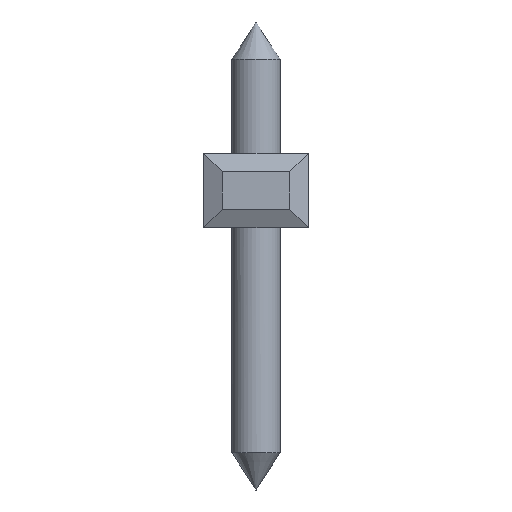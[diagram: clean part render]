
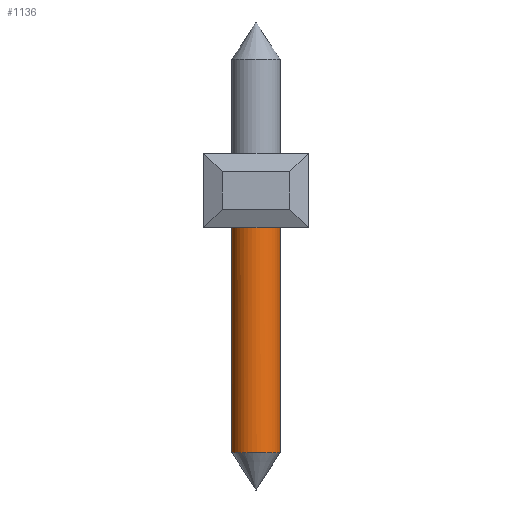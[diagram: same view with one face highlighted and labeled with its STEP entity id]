
A CAD part, left-side view. The second image highlights one B-rep face of the part: STEP entity #1136.
In plain terms, the highlighted cylindrical face has radius 0.65 mm (diameter 1.3 mm), a full revolution.
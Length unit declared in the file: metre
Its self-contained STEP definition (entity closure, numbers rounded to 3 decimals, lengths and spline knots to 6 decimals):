
#1136=ADVANCED_FACE('',(#2367,#2368),#2369,.T.);
#2367=FACE_OUTER_BOUND('',#3706,.T.);
#2368=FACE_OUTER_BOUND('',#3707,.T.);
#2369=CYLINDRICAL_SURFACE('',#3708,0.00065);
#3706=EDGE_LOOP('',(#7039));
#3707=EDGE_LOOP('',(#7040));
#3708=AXIS2_PLACEMENT_3D('',#7041,#7042,#7043);
#7039=ORIENTED_EDGE('',*,*,#7511,.F.);
#7040=ORIENTED_EDGE('',*,*,#8608,.F.);
#7041=CARTESIAN_POINT('',(-0.00435,-0.03326,0.0025));
#7042=DIRECTION('',(0.0,0.,-1.0));
#7043=DIRECTION('',(-1.0,0.0,0.0));
#7511=EDGE_CURVE('',#8896,#8896,#8897,.T.);
#8608=EDGE_CURVE('',#10454,#10454,#10455,.T.);
#8896=VERTEX_POINT('',#10814);
#8897=CIRCLE('',#10815,0.00065);
#10454=VERTEX_POINT('',#13120);
#10455=CIRCLE('',#13121,0.00065);
#10814=CARTESIAN_POINT('',(-0.00435,-0.03391,-0.0018));
#10815=AXIS2_PLACEMENT_3D('',#13335,#13336,#13337);
#13120=CARTESIAN_POINT('',(-0.00396,-0.03274,-0.008));
#13121=AXIS2_PLACEMENT_3D('',#14173,#14174,#14175);
#13335=CARTESIAN_POINT('',(-0.00435,-0.03326,-0.0018));
#13336=DIRECTION('',(0.0,0.,1.0));
#13337=DIRECTION('',(0.0,-1.0,0.));
#14173=CARTESIAN_POINT('',(-0.00435,-0.03326,-0.008));
#14174=DIRECTION('',(0.,0.,-1.0));
#14175=DIRECTION('',(0.6,0.8,0.));
